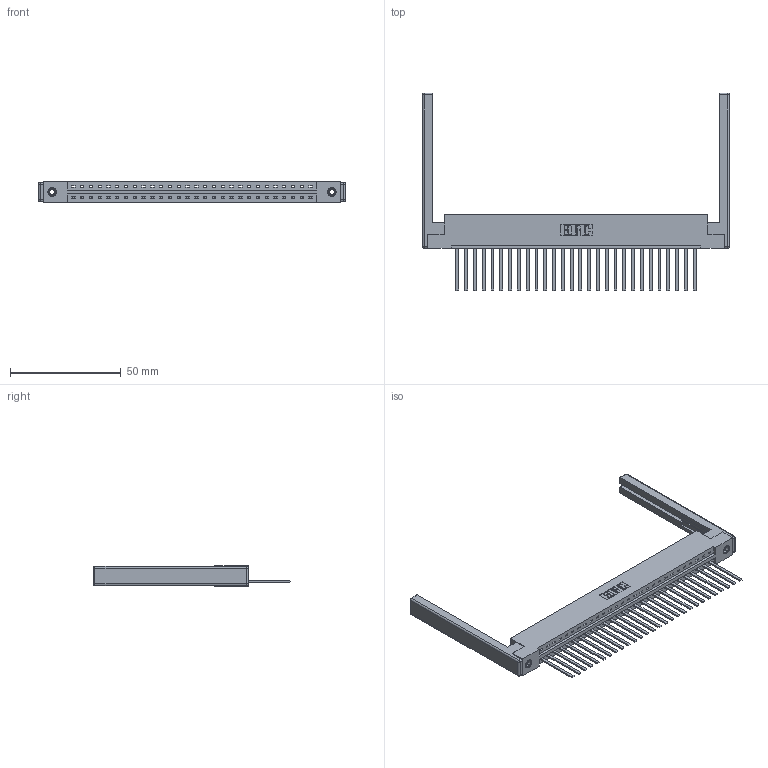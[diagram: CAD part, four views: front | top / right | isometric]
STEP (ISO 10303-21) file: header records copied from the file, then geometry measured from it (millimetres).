
FILE_DESCRIPTION (( 'STEP AP203' ), '1' );
FILE_NAME ('387-028-544-168.STEP', '2019-10-03T16:31:47', ( '' ), ( '' ), 'SwSTEP 2.0', 'SolidWorks 2016', '' );
FILE_SCHEMA (( 'CONFIG_CONTROL_DESIGN' ));
Length unit declared in the file: inch
Products named in the file (5): 345-292-001_345-293-144; 345-250-001_345-250-001-102; 387-028-544-168; 337 Part_Flush Mounting Lugs - 0.156 Dia-TI; 307-220-068
Assembly tree (33 placements, depth 2):
  387-028-544-168
    337 Part_Flush Mounting Lugs - 0.156 Dia-TI
    345-292-001_345-293-144  x28
    345-250-001_345-250-001-102  x2
    307-220-068  x2
Bounding box: 138.38 x 89.03 x 9.4 mm (x, y, z)
Volume: 18922.5 mm3; surface area: 20097.6 mm2
Topology: 33 solids, 33 shells, 1836 faces, 5461 edges, 3582 vertices
Faces by surface type: plane 1334, cylinder 478, cone 12, sphere 8, torus 4
Entity records: 25200 total; most frequent: CARTESIAN_POINT 4343, ORIENTED_EDGE 4296, DIRECTION 3754, EDGE_CURVE 2148, VECTOR 1974, LINE 1974, VERTEX_POINT 1422, AXIS2_PLACEMENT_3D 890
